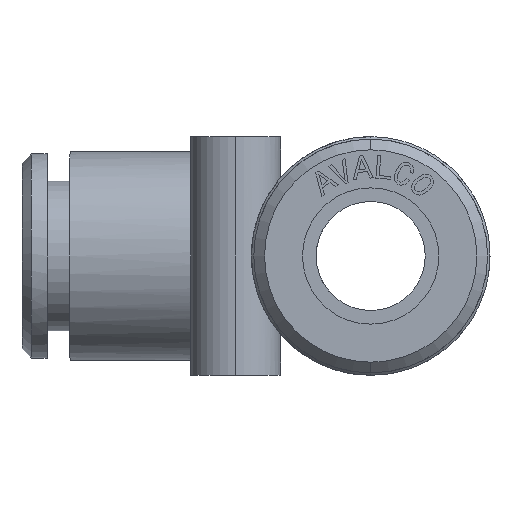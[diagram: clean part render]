
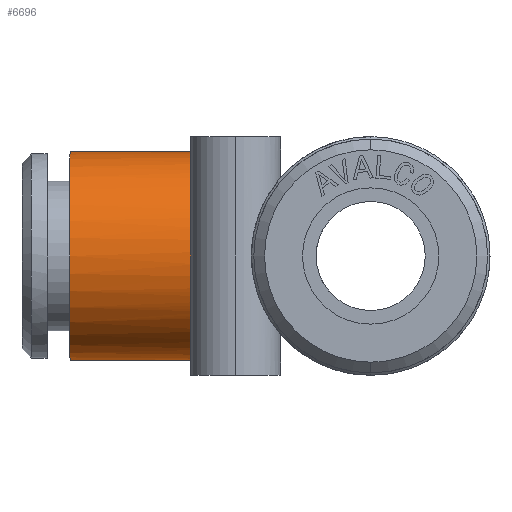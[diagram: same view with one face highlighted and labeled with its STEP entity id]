
A CAD part, left-side view. The second image highlights one B-rep face of the part: STEP entity #6696.
In plain terms, the highlighted cylindrical face has radius 6.11 mm (diameter 12.22 mm), a partial arc.
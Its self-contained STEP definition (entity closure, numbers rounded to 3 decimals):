
#4955=CARTESIAN_POINT('Line Origine',(-13.,12.815,6.11)) ;
#4959=CARTESIAN_POINT('Vertex',(-13.,8.03,6.11)) ;
#4961=CARTESIAN_POINT('Vertex',(-13.,17.601,6.11)) ;
#5439=CARTESIAN_POINT('Vertex',(-13.,17.6,-6.11)) ;
#5442=CARTESIAN_POINT('Axis2P3D Location',(-13.,17.666,0.)) ;
#6629=CARTESIAN_POINT('Axis2P3D Location',(-13.,8.029,0.)) ;
#6634=CARTESIAN_POINT('Line Origine',(-13.,12.815,-6.11)) ;
#6638=CARTESIAN_POINT('Vertex',(-13.,8.03,-6.11)) ;
#6641=CARTESIAN_POINT('Axis2P3D Location',(-13.,8.029,0.)) ;
#6645=CARTESIAN_POINT('Vertex',(-17.862,8.03,-3.7)) ;
#6649=CARTESIAN_POINT('Control Point',(-17.862,8.03,-3.7)) ;
#6650=CARTESIAN_POINT('Control Point',(-17.886,8.629,-3.669)) ;
#6651=CARTESIAN_POINT('Control Point',(-18.094,9.219,-3.405)) ;
#6652=CARTESIAN_POINT('Control Point',(-18.399,9.563,-2.948)) ;
#6653=CARTESIAN_POINT('Control Point',(-18.63,9.799,-2.444)) ;
#6654=CARTESIAN_POINT('Control Point',(-18.811,9.948,-1.888)) ;
#6655=CARTESIAN_POINT('Vertex',(-18.811,9.949,-1.888)) ;
#6659=CARTESIAN_POINT('Control Point',(-18.811,9.948,-1.888)) ;
#6660=CARTESIAN_POINT('Control Point',(-19.017,10.119,-1.254)) ;
#6661=CARTESIAN_POINT('Control Point',(-19.145,10.184,-0.566)) ;
#6662=CARTESIAN_POINT('Control Point',(-19.169,10.194,0.129)) ;
#6663=CARTESIAN_POINT('Control Point',(-19.053,10.145,1.173)) ;
#6664=CARTESIAN_POINT('Control Point',(-18.741,9.896,2.129)) ;
#6665=CARTESIAN_POINT('Control Point',(-18.619,9.785,2.433)) ;
#6666=CARTESIAN_POINT('Control Point',(-18.341,9.486,3.001)) ;
#6667=CARTESIAN_POINT('Control Point',(-18.068,9.005,3.426)) ;
#6668=CARTESIAN_POINT('Control Point',(-17.948,8.713,3.587)) ;
#6669=CARTESIAN_POINT('Control Point',(-17.876,8.372,3.682)) ;
#6670=CARTESIAN_POINT('Control Point',(-17.862,8.03,3.7)) ;
#6671=CARTESIAN_POINT('Vertex',(-17.862,8.03,3.7)) ;
#6674=CARTESIAN_POINT('Axis2P3D Location',(-13.,8.029,0.)) ;
#6678=CARTESIAN_POINT('Vertex',(-16.591,8.029,4.943)) ;
#6681=CARTESIAN_POINT('Axis2P3D Location',(-13.,8.029,0.)) ;
#4956=DIRECTION('Vector Direction',(0.,1.,0.)) ;
#5443=DIRECTION('Axis2P3D Direction',(0.,1.,0.)) ;
#6630=DIRECTION('Axis2P3D Direction',(0.,1.,0.)) ;
#6631=DIRECTION('Axis2P3D XDirection',(0.,0.,-1.)) ;
#6635=DIRECTION('Vector Direction',(0.,1.,0.)) ;
#6642=DIRECTION('Axis2P3D Direction',(0.,1.,0.)) ;
#6675=DIRECTION('Axis2P3D Direction',(0.,1.,0.)) ;
#6682=DIRECTION('Axis2P3D Direction',(0.,1.,0.)) ;
#5444=AXIS2_PLACEMENT_3D('Circle Axis2P3D',#5442,#5443,$) ;
#6632=AXIS2_PLACEMENT_3D('Cylinder Axis2P3D',#6629,#6630,#6631) ;
#6643=AXIS2_PLACEMENT_3D('Circle Axis2P3D',#6641,#6642,$) ;
#6676=AXIS2_PLACEMENT_3D('Circle Axis2P3D',#6674,#6675,$) ;
#6683=AXIS2_PLACEMENT_3D('Circle Axis2P3D',#6681,#6682,$) ;
#6687=ORIENTED_EDGE('',*,*,#4963,.T.) ;
#6688=ORIENTED_EDGE('',*,*,#5446,.F.) ;
#6689=ORIENTED_EDGE('',*,*,#6640,.T.) ;
#6690=ORIENTED_EDGE('',*,*,#6647,.T.) ;
#6691=ORIENTED_EDGE('',*,*,#6657,.T.) ;
#6692=ORIENTED_EDGE('',*,*,#6673,.T.) ;
#6693=ORIENTED_EDGE('',*,*,#6680,.T.) ;
#6694=ORIENTED_EDGE('',*,*,#6685,.T.) ;
#4957=VECTOR('Line Direction',#4956,1.) ;
#6636=VECTOR('Line Direction',#6635,1.) ;
#6696=ADVANCED_FACE('Corps principal',(#6695),#6633,.T.) ;
#6648=B_SPLINE_CURVE_WITH_KNOTS('',5,(#6649,#6650,#6651,#6652,#6653,#6654),.UNSPECIFIED.,.F.,.U.,(6,6),(0.,3.011),.UNSPECIFIED.) ;
#6658=B_SPLINE_CURVE_WITH_KNOTS('',5,(#6659,#6660,#6661,#6662,#6663,#6664,#6665,#6666,#6667,#6668,#6669,#6670),.UNSPECIFIED.,.F.,.U.,(6,3,3,6),(3.011,6.456,8.178,9.9),.UNSPECIFIED.) ;
#5445=CIRCLE('generated circle',#5444,6.044) ;
#6644=CIRCLE('generated circle',#6643,6.11) ;
#6677=CIRCLE('generated circle',#6676,6.11) ;
#6684=CIRCLE('generated circle',#6683,6.11) ;
#6633=CYLINDRICAL_SURFACE('generated cylinder',#6632,6.11) ;
#4963=EDGE_CURVE('',#4960,#4962,#4958,.T.) ;
#5446=EDGE_CURVE('',#5440,#4962,#5445,.T.) ;
#6640=EDGE_CURVE('',#5440,#6639,#6637,.F.) ;
#6647=EDGE_CURVE('',#6639,#6646,#6644,.T.) ;
#6657=EDGE_CURVE('',#6646,#6656,#6648,.T.) ;
#6673=EDGE_CURVE('',#6656,#6672,#6658,.T.) ;
#6680=EDGE_CURVE('',#6672,#6679,#6677,.T.) ;
#6685=EDGE_CURVE('',#6679,#4960,#6684,.T.) ;
#6686=EDGE_LOOP('',(#6687,#6688,#6689,#6690,#6691,#6692,#6693,#6694)) ;
#6695=FACE_OUTER_BOUND('',#6686,.T.) ;
#4958=LINE('Line',#4955,#4957) ;
#6637=LINE('Line',#6634,#6636) ;
#4960=VERTEX_POINT('',#4959) ;
#4962=VERTEX_POINT('',#4961) ;
#5440=VERTEX_POINT('',#5439) ;
#6639=VERTEX_POINT('',#6638) ;
#6646=VERTEX_POINT('',#6645) ;
#6656=VERTEX_POINT('',#6655) ;
#6672=VERTEX_POINT('',#6671) ;
#6679=VERTEX_POINT('',#6678) ;
